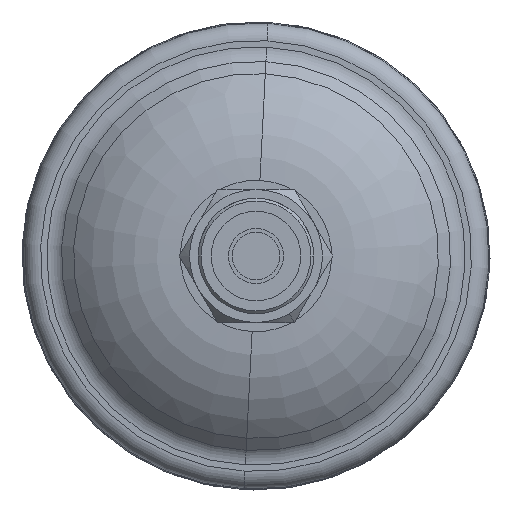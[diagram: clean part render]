
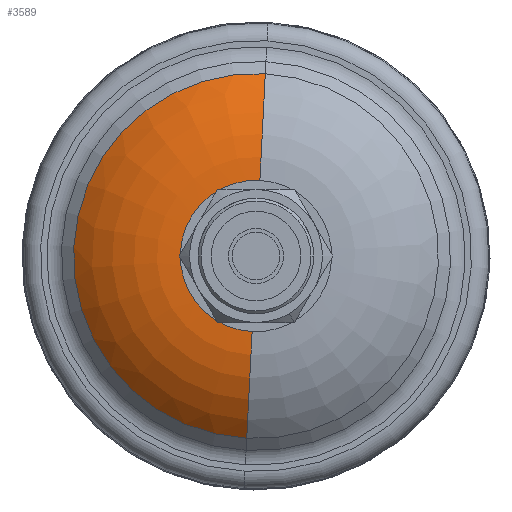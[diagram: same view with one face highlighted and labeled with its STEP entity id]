
A CAD part, left-side view. The second image highlights one B-rep face of the part: STEP entity #3589.
In plain terms, the highlighted toroidal (fillet/blend) face has major radius 10.84 mm and minor radius 22 mm.
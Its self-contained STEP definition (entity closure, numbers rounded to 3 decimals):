
#61 = AXIS2_PLACEMENT_3D ( 'NONE', #1901, #3640, #3089 ) ;
#90 = CARTESIAN_POINT ( 'NONE',  ( -39., -0.552, 10.826 ) ) ;
#143 = ORIENTED_EDGE ( 'NONE', *, *, #693, .T. ) ;
#215 = ORIENTED_EDGE ( 'NONE', *, *, #2223, .F. ) ;
#355 = VERTEX_POINT ( 'NONE', #2988 ) ;
#380 = CIRCLE ( 'NONE', #2540, 26.123 ) ;
#517 = CIRCLE ( 'NONE', #2308, 10.84 ) ;
#631 = CARTESIAN_POINT ( 'NONE',  ( -32.825, 0., 0. ) ) ;
#693 = EDGE_CURVE ( 'NONE', #355, #2452, #517, .T. ) ;
#778 = CARTESIAN_POINT ( 'NONE',  ( -17., 0.552, -10.826 ) ) ;
#904 = CARTESIAN_POINT ( 'NONE',  ( -32.825, 1.331, -26.089 ) ) ;
#1003 = DIRECTION ( 'NONE',  ( 0., -0.051, 0.999 ) ) ;
#1101 = DIRECTION ( 'NONE',  ( 0., 0.051, -0.999 ) ) ;
#1185 = CIRCLE ( 'NONE', #3602, 22. ) ;
#1246 = DIRECTION ( 'NONE',  ( 0., 0.051, -0.999 ) ) ;
#1332 = CARTESIAN_POINT ( 'NONE',  ( -32.825, -1.331, 26.089 ) ) ;
#1586 = VERTEX_POINT ( 'NONE', #904 ) ;
#1695 = DIRECTION ( 'NONE',  ( 0., -0.999, -0.051 ) ) ;
#1768 = VERTEX_POINT ( 'NONE', #1332 ) ;
#1901 = CARTESIAN_POINT ( 'NONE',  ( -17., 0., 0. ) ) ;
#2020 = ORIENTED_EDGE ( 'NONE', *, *, #3280, .F. ) ;
#2204 = DIRECTION ( 'NONE',  ( 0., 0.999, 0.051 ) ) ;
#2223 = EDGE_CURVE ( 'NONE', #355, #1586, #2853, .T. ) ;
#2308 = AXIS2_PLACEMENT_3D ( 'NONE', #3304, #2396, #1246 ) ;
#2396 = DIRECTION ( 'NONE',  ( 1., 0., 0. ) ) ;
#2452 = VERTEX_POINT ( 'NONE', #90 ) ;
#2475 = CARTESIAN_POINT ( 'NONE',  ( -17., -0.552, 10.826 ) ) ;
#2540 = AXIS2_PLACEMENT_3D ( 'NONE', #631, #2709, #3376 ) ;
#2545 = AXIS2_PLACEMENT_3D ( 'NONE', #778, #1695, #1101 ) ;
#2709 = DIRECTION ( 'NONE',  ( 1., 0., 0. ) ) ;
#2853 = CIRCLE ( 'NONE', #2545, 22. ) ;
#2942 = EDGE_CURVE ( 'NONE', #2452, #1768, #1185, .T. ) ;
#2988 = CARTESIAN_POINT ( 'NONE',  ( -39., 0.552, -10.826 ) ) ;
#3089 = DIRECTION ( 'NONE',  ( 0., 0.051, -0.999 ) ) ;
#3280 = EDGE_CURVE ( 'NONE', #1586, #1768, #380, .T. ) ;
#3304 = CARTESIAN_POINT ( 'NONE',  ( -39., 0., 0. ) ) ;
#3317 = FACE_OUTER_BOUND ( 'NONE', #3821, .T. ) ;
#3376 = DIRECTION ( 'NONE',  ( 0., 0.051, -0.999 ) ) ;
#3589 = ADVANCED_FACE ( 'NONE', ( #3317 ), #3785, .T. ) ;
#3598 = ORIENTED_EDGE ( 'NONE', *, *, #2942, .T. ) ;
#3602 = AXIS2_PLACEMENT_3D ( 'NONE', #2475, #2204, #1003 ) ;
#3640 = DIRECTION ( 'NONE',  ( 1., 0., 0. ) ) ;
#3785 = TOROIDAL_SURFACE ( 'NONE', #61, 10.84, 22. ) ;
#3821 = EDGE_LOOP ( 'NONE', ( #143, #3598, #2020, #215 ) ) ;
